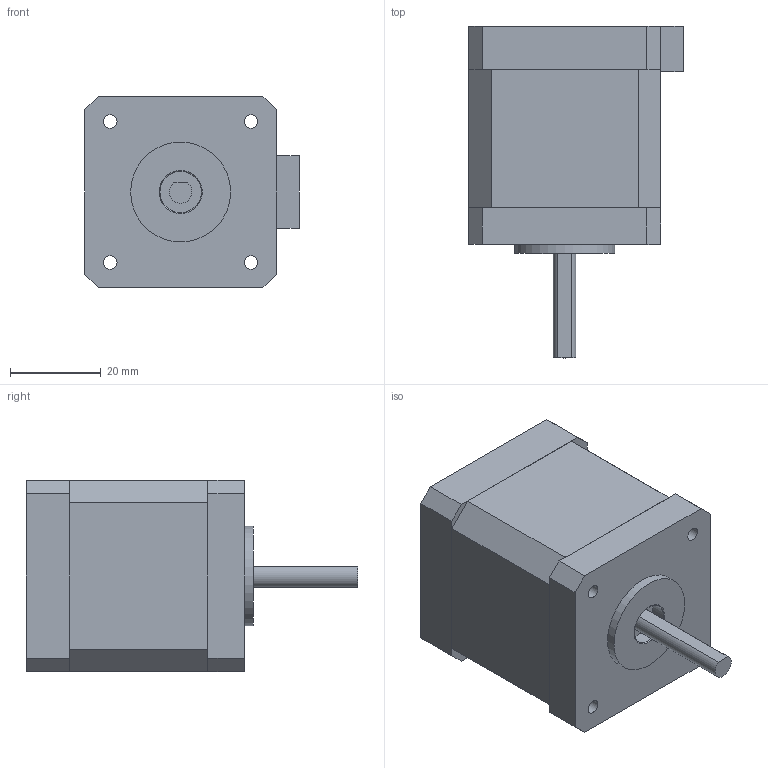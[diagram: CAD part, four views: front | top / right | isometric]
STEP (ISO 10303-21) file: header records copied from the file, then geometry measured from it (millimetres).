
FILE_DESCRIPTION(/* description */ (''),/* implementation_level */ '2;1');
FILE_NAME(/* name */ 'Nema17.stp',/* time_stamp */ '2021-10-28T09:43:18+02:00',/* author */ ('Teo'),/* organization */ (''),/* preprocessor_version */ 'ST-DEVELOPER v18.1',/* originating_system */ 'Autodesk Inventor 2022',/* authorisation */ '');
FILE_SCHEMA (('AUTOMOTIVE_DESIGN { 1 0 10303 214 3 1 1 }'));
Length unit declared in the file: millimetre
Products named in the file (1): Nema17
Bounding box: 47.2 x 73 x 42.2 mm (x, y, z)
Volume: 83444.7 mm3; surface area: 14095.7 mm2
Topology: 1 solids, 1 shells, 57 faces, 133 edges, 88 vertices
Faces by surface type: plane 43, cylinder 12, torus 2
Full cylindrical faces by diameter (mm): 3 x4, 6 x4, 9.1 x2, 22 x1
Entity records: 1744 total; most frequent: DIRECTION 279, CARTESIAN_POINT 279, ORIENTED_EDGE 266, EDGE_CURVE 133, LINE 103, VECTOR 103, VERTEX_POINT 88, AXIS2_PLACEMENT_3D 88
